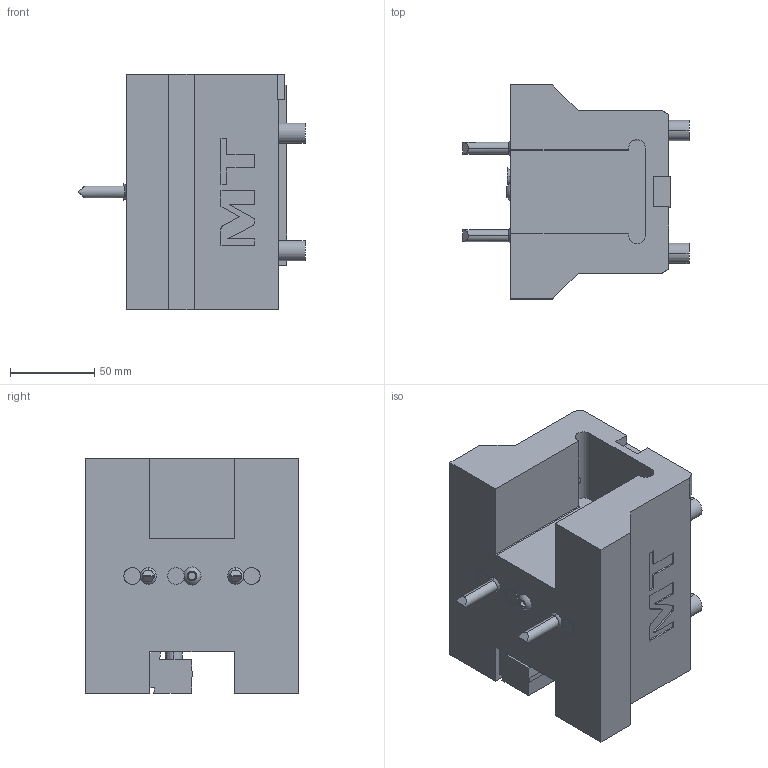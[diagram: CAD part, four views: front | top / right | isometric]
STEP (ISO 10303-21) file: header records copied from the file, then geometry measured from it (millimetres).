
FILE_DESCRIPTION((''),'2;1');
FILE_NAME('0875000_CONF','2023-05-08T12:13:34',('gvalli'),('M.T. srl'),'CREO PARAMETRIC BY PTC INC, 2021072','CREO PARAMETRIC BY PTC INC, 2021072','');
FILE_SCHEMA(('CONFIG_CONTROL_DESIGN'));
Length unit declared in the file: millimetre
Products named in the file (1): 0875000_CONF
Bounding box: 134.46 x 127 x 140 mm (x, y, z)
Volume: 1113445.4 mm3; surface area: 99241.3 mm2
Topology: 1 solids, 1 shells, 159 faces, 411 edges, 272 vertices
Faces by surface type: plane 114, cylinder 28, sphere 5, torus 4, extrusion 4, cone 4
Entity records: 5189 total; most frequent: CARTESIAN_POINT 1208, ORIENTED_EDGE 822, DIRECTION 785, EDGE_CURVE 411, VECTOR 307, LINE 303, VERTEX_POINT 272, AXIS2_PLACEMENT_3D 239
